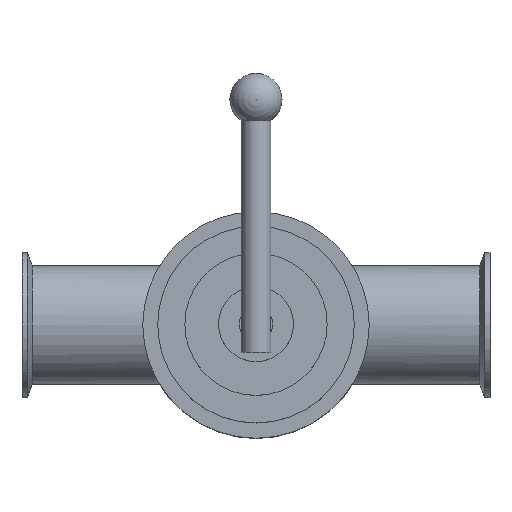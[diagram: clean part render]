
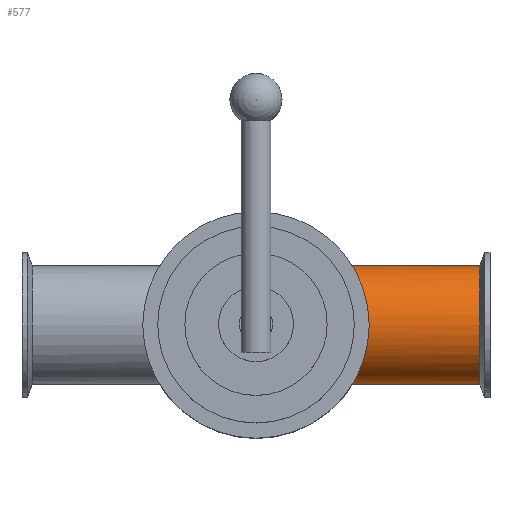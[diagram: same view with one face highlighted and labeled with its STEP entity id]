
A CAD part, top view. The second image highlights one B-rep face of the part: STEP entity #577.
In plain terms, the highlighted cylindrical face has radius 31.75 mm (diameter 63.5 mm), a full revolution.
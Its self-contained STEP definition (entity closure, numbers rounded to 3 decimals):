
#27=B_SPLINE_CURVE_WITH_KNOTS('',3,(#1108,#1109,#1110,#1111,#1112,#1113,
#1114,#1115,#1116,#1117,#1118,#1119,#1120,#1121,#1122,#1123,#1124,#1125,
#1126,#1127,#1128,#1129,#1130,#1131,#1132,#1133,#1134,#1135),
 .UNSPECIFIED.,.F.,.F.,(4,2,2,2,2,2,2,2,2,2,2,2,2,4),(-19.999,
-19.805,-19.491,-18.864,-17.668,
-16.425,-15.165,-13.961,-12.825,
-11.78,-11.053,-10.475,-10.172,
-9.999),.UNSPECIFIED.);
#28=B_SPLINE_CURVE_WITH_KNOTS('',3,(#1136,#1137,#1138,#1139,#1140,#1141,
#1142,#1143,#1144,#1145,#1146,#1147,#1148,#1149,#1150,#1151,#1152,#1153,
#1154,#1155,#1156,#1157,#1158,#1159,#1160,#1161,#1162,#1163),
 .UNSPECIFIED.,.F.,.F.,(4,2,2,2,2,2,2,2,2,2,2,2,2,4),(-9.999,
-9.932,-9.669,-9.257,-8.213,
-7.001,-5.745,-4.511,-3.341,
-2.25,-1.288,-0.595,-0.248,
0.),.UNSPECIFIED.);
#97=FACE_OUTER_BOUND('',#149,.T.);
#149=EDGE_LOOP('',(#478,#479,#480,#481,#482,#483));
#182=LINE('',#1164,#205);
#205=VECTOR('',#837,31.75);
#216=CIRCLE('',#618,31.75);
#217=CIRCLE('',#619,31.75);
#255=VERTEX_POINT('',#884);
#256=VERTEX_POINT('',#885);
#290=VERTEX_POINT('',#1106);
#291=VERTEX_POINT('',#1107);
#310=EDGE_CURVE('',#255,#256,#216,.T.);
#312=EDGE_CURVE('',#256,#255,#217,.T.);
#360=EDGE_CURVE('',#290,#291,#27,.T.);
#361=EDGE_CURVE('',#291,#290,#28,.T.);
#362=EDGE_CURVE('',#291,#256,#182,.T.);
#478=ORIENTED_EDGE('',*,*,#360,.F.);
#479=ORIENTED_EDGE('',*,*,#361,.F.);
#480=ORIENTED_EDGE('',*,*,#362,.T.);
#481=ORIENTED_EDGE('',*,*,#312,.T.);
#482=ORIENTED_EDGE('',*,*,#310,.T.);
#483=ORIENTED_EDGE('',*,*,#362,.F.);
#543=CYLINDRICAL_SURFACE('',#673,31.75);
#577=ADVANCED_FACE('',(#97),#543,.T.);
#618=AXIS2_PLACEMENT_3D('',#886,#710,#711);
#619=AXIS2_PLACEMENT_3D('',#888,#713,#714);
#673=AXIS2_PLACEMENT_3D('',#1105,#835,#836);
#710=DIRECTION('center_axis',(-1.,0.,0.));
#711=DIRECTION('ref_axis',(0.,0.,1.));
#713=DIRECTION('center_axis',(-1.,0.,0.));
#714=DIRECTION('ref_axis',(0.,0.,1.));
#835=DIRECTION('center_axis',(-1.,0.,0.));
#836=DIRECTION('ref_axis',(0.,0.,1.));
#837=DIRECTION('',(1.,0.,0.));
#884=CARTESIAN_POINT('',(119.602,-31.75,0.));
#885=CARTESIAN_POINT('',(119.602,0.,-31.75));
#886=CARTESIAN_POINT('Origin',(119.602,0.,0.));
#888=CARTESIAN_POINT('Origin',(119.602,0.,0.));
#1105=CARTESIAN_POINT('Origin',(62.5,0.,0.));
#1106=CARTESIAN_POINT('',(49.493,0.,31.75));
#1107=CARTESIAN_POINT('',(49.493,0.,-31.75));
#1108=CARTESIAN_POINT('Ctrl Pts',(49.493,0.,
31.75));
#1109=CARTESIAN_POINT('Ctrl Pts',(49.493,0.645,31.75));
#1110=CARTESIAN_POINT('Ctrl Pts',(49.491,1.291,31.73));
#1111=CARTESIAN_POINT('Ctrl Pts',(49.485,2.98,31.627));
#1112=CARTESIAN_POINT('Ctrl Pts',(49.477,4.021,31.512));
#1113=CARTESIAN_POINT('Ctrl Pts',(49.446,7.116,31.013));
#1114=CARTESIAN_POINT('Ctrl Pts',(49.412,9.14,30.477));
#1115=CARTESIAN_POINT('Ctrl Pts',(49.287,14.832,28.354));
#1116=CARTESIAN_POINT('Ctrl Pts',(49.171,18.271,26.27));
#1117=CARTESIAN_POINT('Ctrl Pts',(48.927,24.314,20.834));
#1118=CARTESIAN_POINT('Ctrl Pts',(48.802,26.822,17.487));
#1119=CARTESIAN_POINT('Ctrl Pts',(48.614,30.435,9.97));
#1120=CARTESIAN_POINT('Ctrl Pts',(48.553,31.485,5.863));
#1121=CARTESIAN_POINT('Ctrl Pts',(48.529,31.917,-2.339));
#1122=CARTESIAN_POINT('Ctrl Pts',(48.561,31.366,-6.353));
#1123=CARTESIAN_POINT('Ctrl Pts',(48.696,28.87,-13.744));
#1124=CARTESIAN_POINT('Ctrl Pts',(48.794,27.027,-17.085));
#1125=CARTESIAN_POINT('Ctrl Pts',(49.005,22.445,-22.724));
#1126=CARTESIAN_POINT('Ctrl Pts',(49.114,19.82,-25.047));
#1127=CARTESIAN_POINT('Ctrl Pts',(49.278,14.819,-28.184));
#1128=CARTESIAN_POINT('Ctrl Pts',(49.338,12.626,-29.232));
#1129=CARTESIAN_POINT('Ctrl Pts',(49.423,8.513,-30.648));
#1130=CARTESIAN_POINT('Ctrl Pts',(49.452,6.638,-31.108));
#1131=CARTESIAN_POINT('Ctrl Pts',(49.48,3.734,-31.546));
#1132=CARTESIAN_POINT('Ctrl Pts',(49.486,2.729,-31.649));
#1133=CARTESIAN_POINT('Ctrl Pts',(49.492,1.147,-31.734));
#1134=CARTESIAN_POINT('Ctrl Pts',(49.493,0.574,-31.75));
#1135=CARTESIAN_POINT('Ctrl Pts',(49.493,0.,
-31.75));
#1136=CARTESIAN_POINT('Ctrl Pts',(49.493,0.,
-31.75));
#1137=CARTESIAN_POINT('Ctrl Pts',(49.493,-0.226,-31.75));
#1138=CARTESIAN_POINT('Ctrl Pts',(49.492,-0.452,-31.748));
#1139=CARTESIAN_POINT('Ctrl Pts',(49.491,-1.555,-31.724));
#1140=CARTESIAN_POINT('Ctrl Pts',(49.487,-2.43,-31.669));
#1141=CARTESIAN_POINT('Ctrl Pts',(49.473,-4.668,-31.435));
#1142=CARTESIAN_POINT('Ctrl Pts',(49.458,-6.023,-31.204));
#1143=CARTESIAN_POINT('Ctrl Pts',(49.388,-10.744,-30.079));
#1144=CARTESIAN_POINT('Ctrl Pts',(49.306,-13.973,-28.722));
#1145=CARTESIAN_POINT('Ctrl Pts',(49.097,-20.331,-24.718));
#1146=CARTESIAN_POINT('Ctrl Pts',(48.968,-23.305,-21.936));
#1147=CARTESIAN_POINT('Ctrl Pts',(48.738,-28.141,-15.287));
#1148=CARTESIAN_POINT('Ctrl Pts',(48.641,-29.909,-11.447));
#1149=CARTESIAN_POINT('Ctrl Pts',(48.534,-31.837,-3.372));
#1150=CARTESIAN_POINT('Ctrl Pts',(48.524,-32.006,0.778));
#1151=CARTESIAN_POINT('Ctrl Pts',(48.592,-30.783,8.698));
#1152=CARTESIAN_POINT('Ctrl Pts',(48.666,-29.484,12.407));
#1153=CARTESIAN_POINT('Ctrl Pts',(48.855,-25.739,18.941));
#1154=CARTESIAN_POINT('Ctrl Pts',(48.966,-23.404,21.761));
#1155=CARTESIAN_POINT('Ctrl Pts',(49.17,-18.207,26.208));
#1156=CARTESIAN_POINT('Ctrl Pts',(49.263,-15.468,27.912));
#1157=CARTESIAN_POINT('Ctrl Pts',(49.389,-10.398,30.088));
#1158=CARTESIAN_POINT('Ctrl Pts',(49.43,-8.181,30.765));
#1159=CARTESIAN_POINT('Ctrl Pts',(49.471,-4.775,31.41));
#1160=CARTESIAN_POINT('Ctrl Pts',(49.481,-3.628,31.563));
#1161=CARTESIAN_POINT('Ctrl Pts',(49.491,-1.652,31.718));
#1162=CARTESIAN_POINT('Ctrl Pts',(49.493,-0.826,31.75));
#1163=CARTESIAN_POINT('Ctrl Pts',(49.493,0.,
31.75));
#1164=CARTESIAN_POINT('',(62.5,0.,-31.75));
